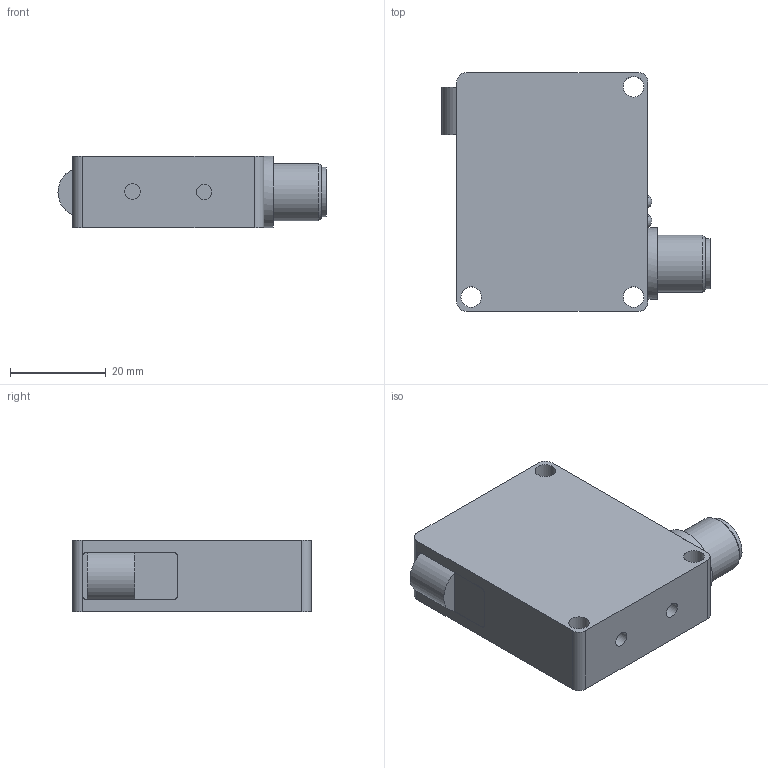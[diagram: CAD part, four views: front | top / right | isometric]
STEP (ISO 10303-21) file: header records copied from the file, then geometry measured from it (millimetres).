
FILE_DESCRIPTION(/* description */ ('DISO X xxx'),/* implementation_level */ '2;1');
FILE_NAME(/* name */ 'LLH 51 M 200 G3-B4.stp',/* time_stamp */ '2015-12-08T09:02:14+01:00',/* author */ ('lck'),/* organization */ ('di-soric GmbH & Co. KG'),/* preprocessor_version */ 'ST-DEVELOPER v16.1',/* originating_system */ 'Autodesk Inventor 2016',/* authorisation */ '');
FILE_SCHEMA (('AUTOMOTIVE_DESIGN { 1 0 10303 214 3 1 1 }'));
Length unit declared in the file: millimetre
Products named in the file (1): Bauteil5
Bounding box: 56.1 x 50 x 15 mm (x, y, z)
Volume: 29959.1 mm3; surface area: 10048.3 mm2
Topology: 5 solids, 10 shells, 196 faces, 436 edges, 284 vertices
Faces by surface type: plane 112, cylinder 71, sphere 6, cone 5, torus 2
Full cylindrical faces by diameter (mm): 0.5 x3, 0.7 x4, 1.7 x4, 1.8 x4, 3 x3, 3.25 x2, 4.3 x3, 6.6 x1, 6.7 x2, 7.6 x1, 7.85 x1, 8 x1, 8.5 x1, 8.8 x1, 9.45 x1, 9.5 x1, 9.9 x1, 10 x1, 10.5 x1, 12 x1, 15 x1
Entity records: 5571 total; most frequent: CARTESIAN_POINT 993, DIRECTION 943, ORIENTED_EDGE 754, EDGE_CURVE 377, AXIS2_PLACEMENT_3D 376, EDGE_LOOP 288, VERTEX_POINT 271, FACE_OUTER_BOUND 196
